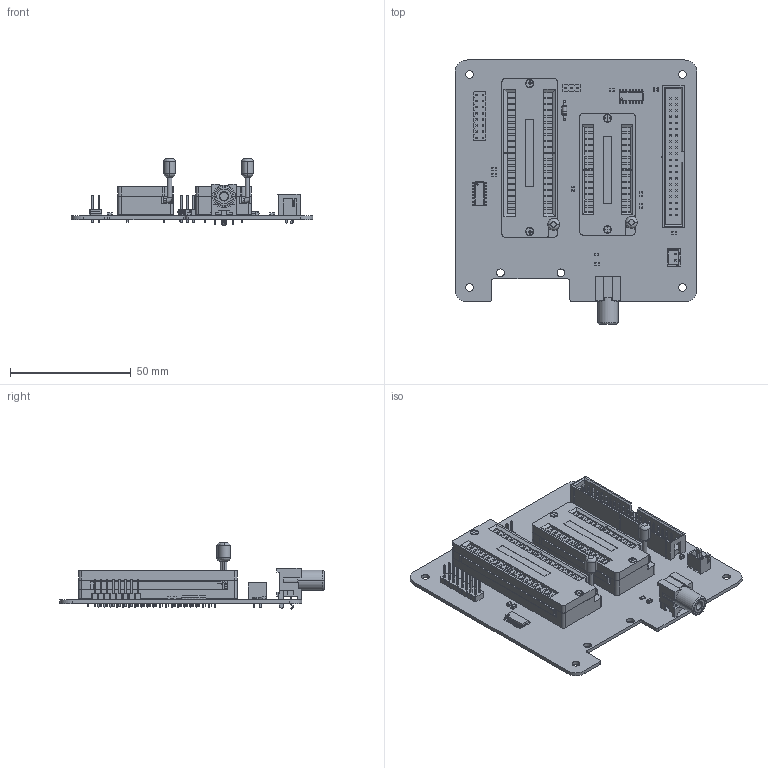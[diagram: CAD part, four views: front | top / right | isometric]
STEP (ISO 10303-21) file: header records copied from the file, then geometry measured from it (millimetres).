
FILE_DESCRIPTION(('KiCad electronic assembly'),'2;1');
FILE_NAME('Output Board.step','2026-01-14T11:58:47',('Pcbnew'),('Kicad') ,'Open CASCADE STEP processor 7.8','KiCad to STEP converter','Unknown' );
FILE_SCHEMA(('AUTOMOTIVE_DESIGN { 1 0 10303 214 1 1 1 1 }'));
Length unit declared in the file: millimetre
Products named in the file (16): Output Board 1; C_0805_2012Metric; SOIC-16_3.9x9.9mm_P1.27mm; R_0805_2012Metric; JST_XH_B2B-XH-A_1x02_P2.50mm_Vertical; PJRAN1X1U02X; PJRAN1X1U04X-edit; PinHeader_1x03_P2.54mm_Vertical; 240-1280-00-0602J; PinHeader_2x08_P2.54mm_Vertical; 228-1277-00-0602J; 61204021621; 6120xx21621_PIN; D_DO-35_SOD27_P7.62mm_Horizontal; Output Board_PCB
Assembly tree (63 placements, depth 3):
  Output Board 1
    C_0805_2012Metric  x9
    SOIC-16_3.9x9.9mm_P1.27mm  x2
    R_0805_2012Metric
    JST_XH_B2B-XH-A_1x02_P2.50mm_Vertical
    PJRAN1X1U02X
      PJRAN1X1U04X-edit
    PinHeader_1x03_P2.54mm_Vertical
    240-1280-00-0602J
    PinHeader_2x08_P2.54mm_Vertical
    228-1277-00-0602J
    61204021621
      6120xx21621_PIN  x40
      61204021621
    D_DO-35_SOD27_P7.62mm_Horizontal
    Output Board_PCB
Bounding box: 100 x 109.15 x 27.64 mm (x, y, z)
Volume: 47885 mm3; surface area: 49495.9 mm2
Topology: 151 solids, 151 shells, 3648 faces, 8891 edges, 5642 vertices
Faces by surface type: plane 3018, cylinder 558, bspline 32, cone 18, torus 14, revolution 8
Full cylindrical faces by diameter (mm): 0.5 x3, 0.8 x2, 0.85 x6, 1 x129, 2 x2, 2.02 x1, 3.2 x6
Entity records: 88413 total; most frequent: CARTESIAN_POINT 13524, ORIENTED_EDGE 13004, DIRECTION 12647, EDGE_CURVE 6502, LINE 5599, VECTOR 5599, VERTEX_POINT 4177, AXIS2_PLACEMENT_3D 3520
